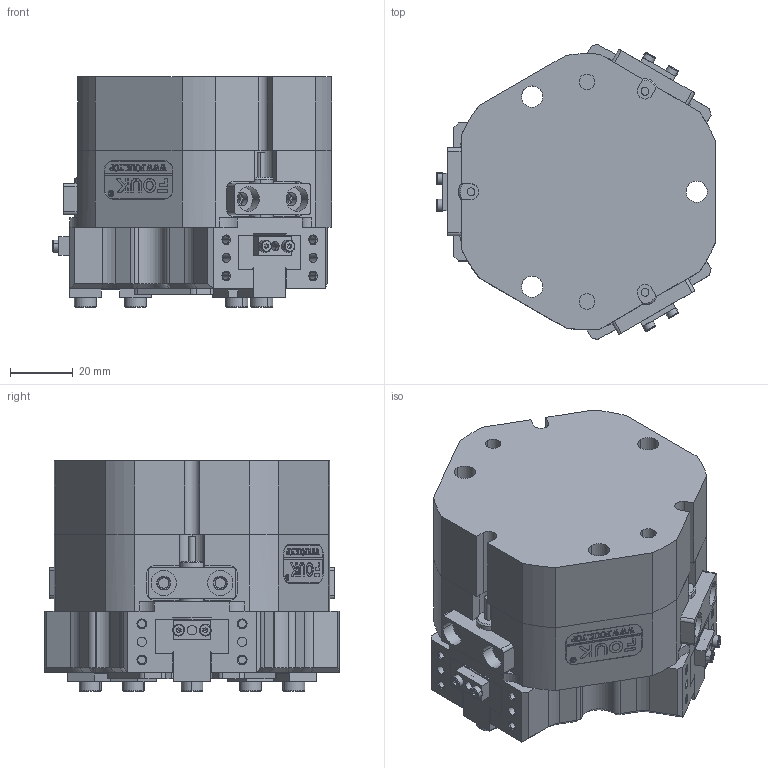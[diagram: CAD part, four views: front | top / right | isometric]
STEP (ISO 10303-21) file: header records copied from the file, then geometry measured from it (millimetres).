
FILE_DESCRIPTION (( 'STEP AP203' ), '1' );
FILE_NAME ('TZ55-94-S-NO.STEP', '2024-12-09T01:43:12', ( 'USER-' ), ( 'Microsoft' ), 'SwSTEP 2.0', 'SolidWorks 2018', '' );
FILE_SCHEMA (( 'CONFIG_CONTROL_DESIGN' ));
Length unit declared in the file: millimetre
Products named in the file (12): 揤极18; 25x12-R3; 揤輸杅耀.sldasm-Part-9; TZ55-94-S-02 賑輸; TZ55C-T-01 ァ蛈褲釱; 7x5-6隅弇杶; 揤輸蚾饜极; TZ55-02-1嗣謂裔啣耀倰; TZ55BS-1-03 菁窒晊扥裔; TZ55-94-S-NO; 埴翐芛_GB_FASTENER_SCREWS_HSHCS M2X8-N; 8-18換覜ん-1
Assembly tree (25 placements, depth 3):
  TZ55-94-S-NO
    TZ55C-T-01 ァ蛈褲釱
    TZ55-94-S-02 賑輸  x3
    8-18換覜ん-1  x3
    揤极18  x3
    TZ55-02-1嗣謂裔啣耀倰
    TZ55BS-1-03 菁窒晊扥裔
    7x5-6隅弇杶  x6
    25x12-R3
    揤輸蚾饜极  x3
      揤輸杅耀.sldasm-Part-9
      埴翐芛_GB_FASTENER_SCREWS_HSHCS M2X8-N
Bounding box: 89.02 x 94.11 x 73.5 mm (x, y, z)
Volume: 355532.8 mm3; surface area: 81399.6 mm2
Topology: 28 solids, 74 shells, 1663 faces, 4117 edges, 2609 vertices
Faces by surface type: plane 762, cylinder 436, cone 298, bspline 155, torus 12
Entity records: 43811 total; most frequent: CARTESIAN_POINT 12718, ORIENTED_EDGE 6146, DIRECTION 5891, EDGE_CURVE 3073, VERTEX_POINT 2018, AXIS2_PLACEMENT_3D 2007, VECTOR 1877, LINE 1877
